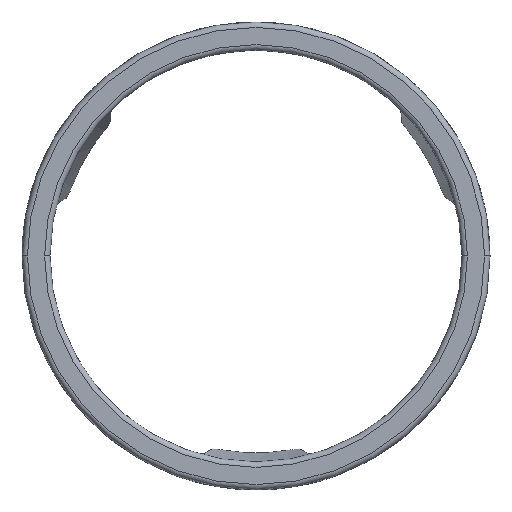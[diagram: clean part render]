
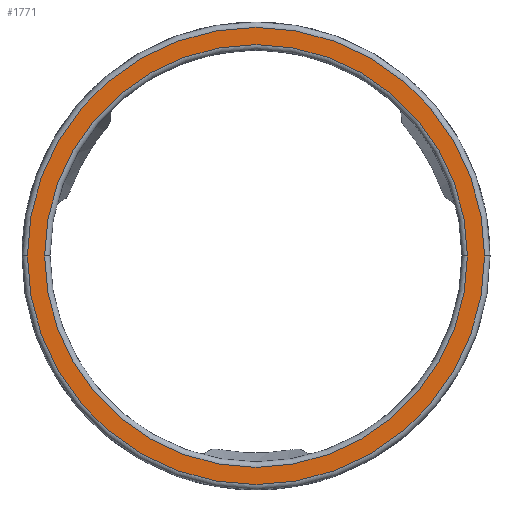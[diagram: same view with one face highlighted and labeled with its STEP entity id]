
A CAD part, top view. The second image highlights one B-rep face of the part: STEP entity #1771.
In plain terms, the highlighted planar face has unit normal (0, 0, 1).
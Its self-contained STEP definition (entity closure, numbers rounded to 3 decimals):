
#26 = AXIS2_PLACEMENT_3D ( 'NONE', #543, #2319, #1532 ) ;
#30 = EDGE_CURVE ( 'NONE', #1852, #1526, #2214, .T. ) ;
#71 = CIRCLE ( 'NONE', #685, 117.426 ) ;
#78 = ORIENTED_EDGE ( 'NONE', *, *, #2043, .T. ) ;
#105 = DIRECTION ( 'NONE',  ( 1., 0., 0. ) ) ;
#116 = VERTEX_POINT ( 'NONE', #350 ) ;
#188 = CARTESIAN_POINT ( 'NONE',  ( -127., 0., 35. ) ) ;
#285 = CARTESIAN_POINT ( 'NONE',  ( 127., 0., 35. ) ) ;
#332 = FACE_BOUND ( 'NONE', #895, .T. ) ;
#346 = PLANE ( 'NONE',  #1477 ) ;
#350 = CARTESIAN_POINT ( 'NONE',  ( 117.426, 0., 35. ) ) ;
#543 = CARTESIAN_POINT ( 'NONE',  ( 0., 0., 35. ) ) ;
#665 = CARTESIAN_POINT ( 'NONE',  ( 0., 0., 35. ) ) ;
#685 = AXIS2_PLACEMENT_3D ( 'NONE', #786, #2320, #105 ) ;
#756 = ORIENTED_EDGE ( 'NONE', *, *, #1715, .T. ) ;
#786 = CARTESIAN_POINT ( 'NONE',  ( 0., 0., 35. ) ) ;
#831 = DIRECTION ( 'NONE',  ( 1., 0., 0. ) ) ;
#895 = EDGE_LOOP ( 'NONE', ( #756, #78 ) ) ;
#938 = CIRCLE ( 'NONE', #1964, 117.426 ) ;
#958 = AXIS2_PLACEMENT_3D ( 'NONE', #2821, #2807, #831 ) ;
#1048 = CARTESIAN_POINT ( 'NONE',  ( -117.426, 0., 35. ) ) ;
#1199 = CIRCLE ( 'NONE', #26, 127. ) ;
#1225 = FACE_OUTER_BOUND ( 'NONE', #2572, .T. ) ;
#1238 = DIRECTION ( 'NONE',  ( 0., 0., 1. ) ) ;
#1260 = DIRECTION ( 'NONE',  ( 1., 0., 0. ) ) ;
#1407 = EDGE_CURVE ( 'NONE', #1526, #1852, #1199, .T. ) ;
#1414 = ORIENTED_EDGE ( 'NONE', *, *, #30, .T. ) ;
#1477 = AXIS2_PLACEMENT_3D ( 'NONE', #1886, #1238, #2763 ) ;
#1526 = VERTEX_POINT ( 'NONE', #188 ) ;
#1532 = DIRECTION ( 'NONE',  ( 1., 0., 0. ) ) ;
#1715 = EDGE_CURVE ( 'NONE', #116, #2637, #71, .T. ) ;
#1771 = ADVANCED_FACE ( 'NONE', ( #332, #1225 ), #346, .T. ) ;
#1852 = VERTEX_POINT ( 'NONE', #285 ) ;
#1886 = CARTESIAN_POINT ( 'NONE',  ( 0., 0., 35. ) ) ;
#1964 = AXIS2_PLACEMENT_3D ( 'NONE', #665, #2371, #1260 ) ;
#2043 = EDGE_CURVE ( 'NONE', #2637, #116, #938, .T. ) ;
#2177 = ORIENTED_EDGE ( 'NONE', *, *, #1407, .T. ) ;
#2214 = CIRCLE ( 'NONE', #958, 127. ) ;
#2319 = DIRECTION ( 'NONE',  ( 0., 0., 1. ) ) ;
#2320 = DIRECTION ( 'NONE',  ( 0., 0., -1. ) ) ;
#2371 = DIRECTION ( 'NONE',  ( 0., 0., -1. ) ) ;
#2572 = EDGE_LOOP ( 'NONE', ( #1414, #2177 ) ) ;
#2637 = VERTEX_POINT ( 'NONE', #1048 ) ;
#2763 = DIRECTION ( 'NONE',  ( 1., 0., 0. ) ) ;
#2807 = DIRECTION ( 'NONE',  ( 0., 0., 1. ) ) ;
#2821 = CARTESIAN_POINT ( 'NONE',  ( 0., 0., 35. ) ) ;
